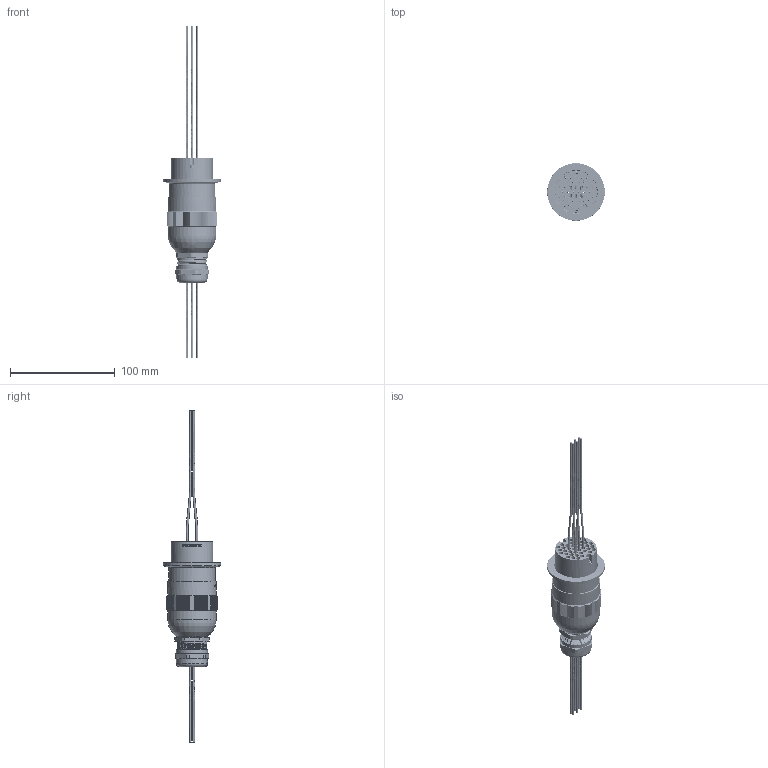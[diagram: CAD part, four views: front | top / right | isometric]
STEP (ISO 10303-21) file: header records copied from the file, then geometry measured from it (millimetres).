
FILE_DESCRIPTION (( 'STEP AP214' ), '1' );
FILE_NAME ('外发模型(带插头+护线筒)-S-KF40-4016.STEP', '2024-08-22T09:24:42', ( '' ), ( '' ), 'SwSTEP 2.0', 'SolidWorks 2020', '' );
FILE_SCHEMA (( 'AUTOMOTIVE_DESIGN' ));
Length unit declared in the file: millimetre
Products named in the file (22): 萇盄-1.5-4016; 囀郋躇猾杶 13-18; 俋楷耀倰-Z-XF-40P16-AIR-PPS; 俋楷耀倰-XF-40P16-AIR-PPS; 誘盄芠-CPC-M44D18; 囀郋彶踡蛈 13-18; 俋楷耀倰-Z-XF-40P16-VAC-PPS; NDL-D16L190; 俋楷耀倰-XF-40P16-VAC-PPS; 俋楷耀倰-BLANK-CFG-1615; 外发模型-母针卡爪-1615; 俋楷耀倰-S-KF40-4016-L75-L85; 俋楷耀倰-FL-S-KF40-4016-L75-L85; M3-16-4 - 坋趼芛; 萇盄囀郋-1.5-4016; 誘盄芠囀郋-FTL18-M25NX; 萇盄蝶々-1.5-4016; 誘盄芠蹟簽-LT18-PG21; 誘盄芠俋褲-CPC-M44D18; 俋楷耀倰-CFG-1615; 俋楷耀倰-Z-CFG-1615+萇盄-1.5-4016; 外发模型(带插头+护线筒)-S-KF40-4016
Assembly tree (74 placements, depth 5):
  外发模型(带插头+护线筒)-S-KF40-4016
    俋楷耀倰-S-KF40-4016-L75-L85
      俋楷耀倰-FL-S-KF40-4016-L75-L85
      NDL-D16L190  x40
    俋楷耀倰-Z-XF-40P16-VAC-PPS
      俋楷耀倰-XF-40P16-VAC-PPS
      M3-16-4 - 坋趼芛  x2
      俋楷耀倰-Z-CFG-1615+萇盄-1.5-4016  x6
        俋楷耀倰-CFG-1615
          俋楷耀倰-BLANK-CFG-1615
          外发模型-母针卡爪-1615
        萇盄-1.5-4016
          萇盄囀郋-1.5-4016
          萇盄蝶々-1.5-4016
    俋楷耀倰-Z-XF-40P16-AIR-PPS
      俋楷耀倰-XF-40P16-AIR-PPS
      M3-16-4 - 坋趼芛  x2
      俋楷耀倰-Z-CFG-1615+萇盄-1.5-4016  x6
        俋楷耀倰-CFG-1615
          俋楷耀倰-BLANK-CFG-1615
          外发模型-母针卡爪-1615
        萇盄-1.5-4016
          萇盄囀郋-1.5-4016
          萇盄蝶々-1.5-4016
    誘盄芠-CPC-M44D18
      誘盄芠俋褲-CPC-M44D18
      誘盄芠囀郋-FTL18-M25NX
        誘盄芠蹟簽-LT18-PG21
        囀郋躇猾杶 13-18
        囀郋彶踡蛈 13-18
Bounding box: 55 x 55 x 316.7 mm (x, y, z)
Volume: 94201.5 mm3; surface area: 113036.9 mm2
Topology: 123 solids, 123 shells, 1970 faces, 5298 edges, 3898 vertices
Faces by surface type: plane 1017, cylinder 636, bspline 148, torus 105, cone 64
Full cylindrical faces by diameter (mm): 0.6 x12, 1.38 x12, 1.56 x40, 1.6 x52, 1.8 x4, 2 x12, 2.3 x12, 2.5 x64, 2.7 x12, 2.8 x52, 2.9 x40, 3.4 x12, 3.5 x16, 4.1 x80, 4.5 x4, 18.5 x1, 19 x2, 21.6 x1, 22.5 x1, 23.9 x1, 24 x1, 24.4 x1, 24.5 x1, 28.3 x8, 29.6 x1, 29.7 x2, 39.5 x2, 41.2 x1, 42.5 x1, 44.5 x5
Entity records: 68174 total; most frequent: CARTESIAN_POINT 37240, ORIENTED_EDGE 6682, DIRECTION 4964, EDGE_CURVE 3341, VERTEX_POINT 2801, AXIS2_PLACEMENT_3D 1994, EDGE_LOOP 1886, B_SPLINE_CURVE_WITH_KNOTS 1442
